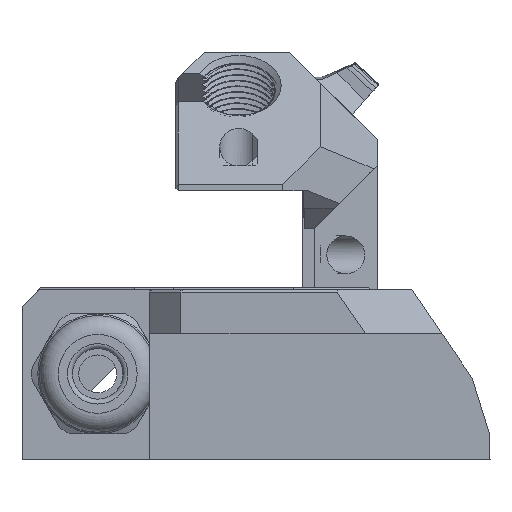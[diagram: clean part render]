
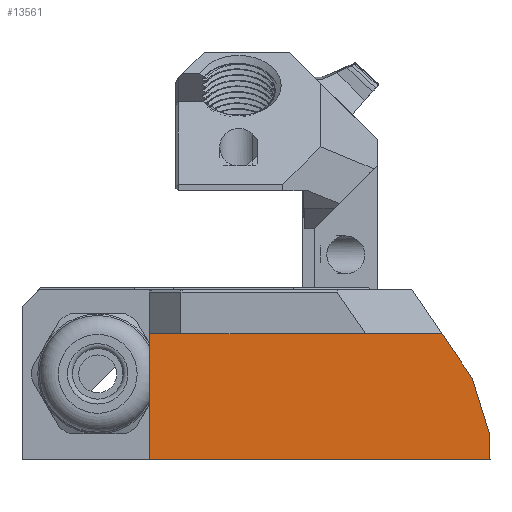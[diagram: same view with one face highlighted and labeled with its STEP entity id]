
A CAD part, left-side view. The second image highlights one B-rep face of the part: STEP entity #13561.
In plain terms, the highlighted planar face has unit normal (-1, 0, 0).
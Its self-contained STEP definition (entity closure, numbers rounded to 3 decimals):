
#1950=FACE_OUTER_BOUND('',#2701,.T.);
#2701=EDGE_LOOP('',(#12281,#12282,#12283,#12284,#12285,#12286));
#3531=LINE('',#42725,#4677);
#3580=LINE('',#42834,#4726);
#3802=LINE('',#43423,#4948);
#3812=LINE('',#43441,#4958);
#3827=LINE('',#43472,#4973);
#3832=LINE('',#43485,#4978);
#4677=VECTOR('',#16927,10.);
#4726=VECTOR('',#17004,10.);
#4948=VECTOR('',#17574,10.);
#4958=VECTOR('',#17592,10.);
#4973=VECTOR('',#17623,10.);
#4978=VECTOR('',#17636,10.);
#6116=VERTEX_POINT('',#42722);
#6117=VERTEX_POINT('',#42724);
#6163=VERTEX_POINT('',#42833);
#6346=VERTEX_POINT('',#43420);
#6347=VERTEX_POINT('',#43422);
#6359=VERTEX_POINT('',#43470);
#7980=EDGE_CURVE('',#6116,#6117,#3531,.T.);
#8035=EDGE_CURVE('',#6163,#6117,#3580,.T.);
#8326=EDGE_CURVE('',#6347,#6346,#3802,.T.);
#8336=EDGE_CURVE('',#6347,#6116,#3812,.T.);
#8351=EDGE_CURVE('',#6346,#6359,#3827,.T.);
#8357=EDGE_CURVE('',#6359,#6163,#3832,.T.);
#12281=ORIENTED_EDGE('',*,*,#8035,.T.);
#12282=ORIENTED_EDGE('',*,*,#7980,.F.);
#12283=ORIENTED_EDGE('',*,*,#8336,.F.);
#12284=ORIENTED_EDGE('',*,*,#8326,.T.);
#12285=ORIENTED_EDGE('',*,*,#8351,.T.);
#12286=ORIENTED_EDGE('',*,*,#8357,.T.);
#12871=PLANE('',#14596);
#13561=ADVANCED_FACE('',(#1950),#12871,.T.);
#14596=AXIS2_PLACEMENT_3D('',#43486,#17637,#17638);
#16927=DIRECTION('',(0.,1.,0.));
#17004=DIRECTION('',(0.,0.,-1.));
#17574=DIRECTION('',(0.,0.295,0.956));
#17592=DIRECTION('',(0.,0.,-1.));
#17623=DIRECTION('',(0.,0.564,0.826));
#17636=DIRECTION('',(0.,1.,0.));
#17637=DIRECTION('center_axis',(-1.,0.,0.));
#17638=DIRECTION('ref_axis',(0.,0.,1.));
#42722=CARTESIAN_POINT('',(62.511,348.,-38.096));
#42724=CARTESIAN_POINT('',(62.511,402.,-38.096));
#42725=CARTESIAN_POINT('',(62.511,361.5,-38.096));
#42833=CARTESIAN_POINT('',(62.511,402.,-18.096));
#42834=CARTESIAN_POINT('',(62.511,402.,-18.096));
#43420=CARTESIAN_POINT('',(62.511,350.818,-25.129));
#43422=CARTESIAN_POINT('',(62.511,348.,-34.259));
#43423=CARTESIAN_POINT('',(62.511,350.982,-24.598));
#43441=CARTESIAN_POINT('',(62.511,348.,-18.096));
#43470=CARTESIAN_POINT('',(62.511,355.617,-18.096));
#43472=CARTESIAN_POINT('',(62.511,355.74,-17.916));
#43485=CARTESIAN_POINT('',(62.511,257.5,-18.096));
#43486=CARTESIAN_POINT('Origin',(62.511,348.,-18.096));
